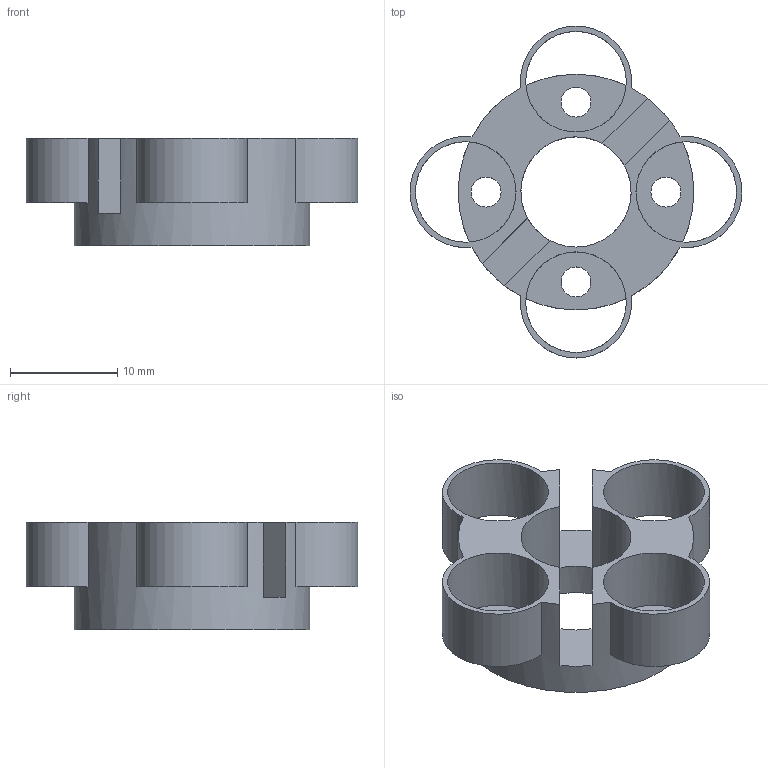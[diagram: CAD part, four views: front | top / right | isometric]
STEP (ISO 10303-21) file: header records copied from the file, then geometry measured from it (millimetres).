
FILE_DESCRIPTION(/* description */ ('','CAx-IF Rec.Pracs.---Representation and Presentation of Product Manufacturing Information (PMI)---4.0---2014-10-13'),/* implementation_level */ '2;1');
FILE_NAME(/* name */ 'Flange Flywheel Adapter.step',/* time_stamp */ '2025-03-10T04:13:21-04:00',/* author */ (''),/* organization */ (''),/* preprocessor_version */ 'ST-DEVELOPER v20',/* originating_system */ 'Autodesk Translation Framework v13.20.0.188',/* authorisation */ '');
FILE_SCHEMA (('AP242_MANAGED_MODEL_BASED_3D_ENGINEERING_MIM_LF { 1 0 10303 442 1 1 4 }'));
Length unit declared in the file: millimetre
Products named in the file (1): Flywheel
Bounding box: 31 x 31 x 10 mm (x, y, z)
Volume: 1907 mm3; surface area: 2719.2 mm2
Topology: 1 solids, 1 shells, 31 faces, 94 edges, 60 vertices
Faces by surface type: plane 17, cylinder 14
Full cylindrical faces by diameter (mm): 2.8 x4, 9.4 x4, 10.3 x1, 22 x1
Entity records: 1142 total; most frequent: DIRECTION 218, ORIENTED_EDGE 188, CARTESIAN_POINT 186, EDGE_CURVE 94, AXIS2_PLACEMENT_3D 92, CIRCLE 60, VERTEX_POINT 60, EDGE_LOOP 44
